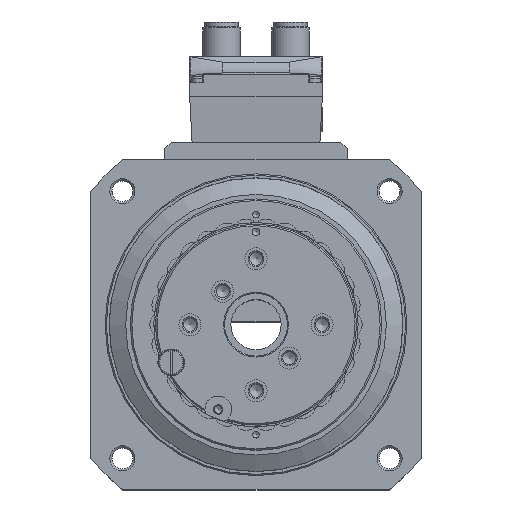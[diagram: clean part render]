
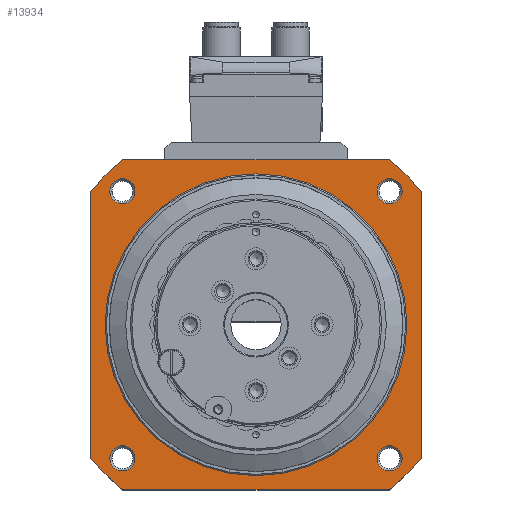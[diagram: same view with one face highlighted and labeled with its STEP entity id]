
A CAD part, top view. The second image highlights one B-rep face of the part: STEP entity #13934.
In plain terms, the highlighted planar face has unit normal (0, 0, 1).
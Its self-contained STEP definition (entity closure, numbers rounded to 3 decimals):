
#684=CIRCLE('',#18437,67.5);
#687=CIRCLE('',#18442,67.5);
#690=CIRCLE('',#18447,67.5);
#691=CIRCLE('',#18450,67.5);
#692=CIRCLE('',#18452,4.);
#693=CIRCLE('',#18453,4.);
#694=CIRCLE('',#18454,4.);
#695=CIRCLE('',#18455,4.);
#696=CIRCLE('',#18456,48.);
#1707=ORIENTED_EDGE('',*,*,#5563,.T.);
#1708=ORIENTED_EDGE('',*,*,#5564,.T.);
#1709=ORIENTED_EDGE('',*,*,#5565,.T.);
#1710=ORIENTED_EDGE('',*,*,#5566,.T.);
#1711=ORIENTED_EDGE('',*,*,#5567,.F.);
#1712=ORIENTED_EDGE('',*,*,#5544,.T.);
#1713=ORIENTED_EDGE('',*,*,#5547,.T.);
#1714=ORIENTED_EDGE('',*,*,#5551,.T.);
#1715=ORIENTED_EDGE('',*,*,#5553,.T.);
#1716=ORIENTED_EDGE('',*,*,#5557,.T.);
#1717=ORIENTED_EDGE('',*,*,#5559,.T.);
#1718=ORIENTED_EDGE('',*,*,#5561,.T.);
#1719=ORIENTED_EDGE('',*,*,#5562,.T.);
#5544=EDGE_CURVE('',#7486,#7485,#8896,.T.);
#5547=EDGE_CURVE('',#7485,#7487,#684,.T.);
#5551=EDGE_CURVE('',#7487,#7490,#8900,.T.);
#5553=EDGE_CURVE('',#7490,#7491,#687,.T.);
#5557=EDGE_CURVE('',#7491,#7494,#8903,.T.);
#5559=EDGE_CURVE('',#7494,#7495,#690,.T.);
#5561=EDGE_CURVE('',#7495,#7496,#8906,.T.);
#5562=EDGE_CURVE('',#7496,#7486,#691,.T.);
#5563=EDGE_CURVE('',#7497,#7497,#692,.T.);
#5564=EDGE_CURVE('',#7498,#7498,#693,.T.);
#5565=EDGE_CURVE('',#7499,#7499,#694,.T.);
#5566=EDGE_CURVE('',#7500,#7500,#695,.T.);
#5567=EDGE_CURVE('',#7501,#7501,#696,.T.);
#7485=VERTEX_POINT('',#25029);
#7486=VERTEX_POINT('',#25031);
#7487=VERTEX_POINT('',#25035);
#7490=VERTEX_POINT('',#25043);
#7491=VERTEX_POINT('',#25047);
#7494=VERTEX_POINT('',#25055);
#7495=VERTEX_POINT('',#25059);
#7496=VERTEX_POINT('',#25063);
#7497=VERTEX_POINT('',#25069);
#7498=VERTEX_POINT('',#25071);
#7499=VERTEX_POINT('',#25073);
#7500=VERTEX_POINT('',#25075);
#7501=VERTEX_POINT('',#25077);
#8896=LINE('',#25030,#9949);
#8900=LINE('',#25044,#9953);
#8903=LINE('',#25056,#9956);
#8906=LINE('',#25064,#9959);
#9949=VECTOR('',#20368,1000.);
#9953=VECTOR('',#20382,1000.);
#9956=VECTOR('',#20395,1000.);
#9959=VECTOR('',#20404,1000.);
#10983=EDGE_LOOP('',(#1707));
#10984=EDGE_LOOP('',(#1708));
#10985=EDGE_LOOP('',(#1709));
#10986=EDGE_LOOP('',(#1710));
#10987=EDGE_LOOP('',(#1711));
#10988=EDGE_LOOP('',(#1712,#1713,#1714,#1715,#1716,#1717,#1718,#1719));
#12261=FACE_BOUND('',#10983,.T.);
#12262=FACE_BOUND('',#10984,.T.);
#12263=FACE_BOUND('',#10985,.T.);
#12264=FACE_BOUND('',#10986,.T.);
#12265=FACE_BOUND('',#10987,.T.);
#12266=FACE_BOUND('',#10988,.T.);
#13526=PLANE('',#18451);
#13934=ADVANCED_FACE('',(#12261,#12262,#12263,#12264,#12265,#12266),#13526,
 .T.);
#18437=AXIS2_PLACEMENT_3D('',#25036,#20373,#20374);
#18442=AXIS2_PLACEMENT_3D('',#25048,#20386,#20387);
#18447=AXIS2_PLACEMENT_3D('',#25060,#20399,#20400);
#18450=AXIS2_PLACEMENT_3D('',#25066,#20407,#20408);
#18451=AXIS2_PLACEMENT_3D('',#25067,#20409,#20410);
#18452=AXIS2_PLACEMENT_3D('',#25068,#20411,#20412);
#18453=AXIS2_PLACEMENT_3D('',#25070,#20413,#20414);
#18454=AXIS2_PLACEMENT_3D('',#25072,#20415,#20416);
#18455=AXIS2_PLACEMENT_3D('',#25074,#20417,#20418);
#18456=AXIS2_PLACEMENT_3D('',#25076,#20419,#20420);
#20368=DIRECTION('',(0.,-1.,0.));
#20373=DIRECTION('',(0.,0.,1.));
#20374=DIRECTION('',(1.,0.,0.));
#20382=DIRECTION('',(1.,0.,0.));
#20386=DIRECTION('',(0.,0.,1.));
#20387=DIRECTION('',(1.,0.,0.));
#20395=DIRECTION('',(0.,1.,0.));
#20399=DIRECTION('',(0.,0.,1.));
#20400=DIRECTION('',(1.,0.,0.));
#20404=DIRECTION('',(-1.,0.,0.));
#20407=DIRECTION('',(0.,0.,1.));
#20408=DIRECTION('',(1.,0.,0.));
#20409=DIRECTION('',(0.,0.,1.));
#20410=DIRECTION('',(1.,0.,0.));
#20411=DIRECTION('',(0.,0.,-1.));
#20412=DIRECTION('',(-1.,0.,0.));
#20413=DIRECTION('',(0.,0.,-1.));
#20414=DIRECTION('',(-1.,0.,0.));
#20415=DIRECTION('',(0.,0.,-1.));
#20416=DIRECTION('',(-1.,0.,0.));
#20417=DIRECTION('',(0.,0.,-1.));
#20418=DIRECTION('',(-1.,0.,0.));
#20419=DIRECTION('',(0.,0.,1.));
#20420=DIRECTION('',(1.,0.,0.));
#25029=CARTESIAN_POINT('',(-52.5,-42.426,46.5));
#25030=CARTESIAN_POINT('',(-52.5,42.426,46.5));
#25031=CARTESIAN_POINT('',(-52.5,42.426,46.5));
#25035=CARTESIAN_POINT('',(-42.426,-52.5,46.5));
#25036=CARTESIAN_POINT('',(0.,0.,
46.5));
#25043=CARTESIAN_POINT('',(42.426,-52.5,46.5));
#25044=CARTESIAN_POINT('',(-42.426,-52.5,46.5));
#25047=CARTESIAN_POINT('',(52.5,-42.426,46.5));
#25048=CARTESIAN_POINT('',(0.,0.,46.5));
#25055=CARTESIAN_POINT('',(52.5,42.426,46.5));
#25056=CARTESIAN_POINT('',(52.5,-42.426,46.5));
#25059=CARTESIAN_POINT('',(42.426,52.5,46.5));
#25060=CARTESIAN_POINT('',(0.,0.,46.5));
#25063=CARTESIAN_POINT('',(-42.426,52.5,46.5));
#25064=CARTESIAN_POINT('',(42.426,52.5,46.5));
#25066=CARTESIAN_POINT('',(0.,0.,46.5));
#25067=CARTESIAN_POINT('',(0.,0.,
46.5));
#25068=CARTESIAN_POINT('',(-42.5,42.5,46.5));
#25069=CARTESIAN_POINT('',(-46.5,42.5,46.5));
#25070=CARTESIAN_POINT('',(42.5,-42.5,46.5));
#25071=CARTESIAN_POINT('',(38.5,-42.5,46.5));
#25072=CARTESIAN_POINT('',(-42.5,-42.5,46.5));
#25073=CARTESIAN_POINT('',(-46.5,-42.5,46.5));
#25074=CARTESIAN_POINT('',(42.5,42.5,46.5));
#25075=CARTESIAN_POINT('',(38.5,42.5,46.5));
#25076=CARTESIAN_POINT('',(0.,0.,46.5));
#25077=CARTESIAN_POINT('',(48.,0.,46.5));
